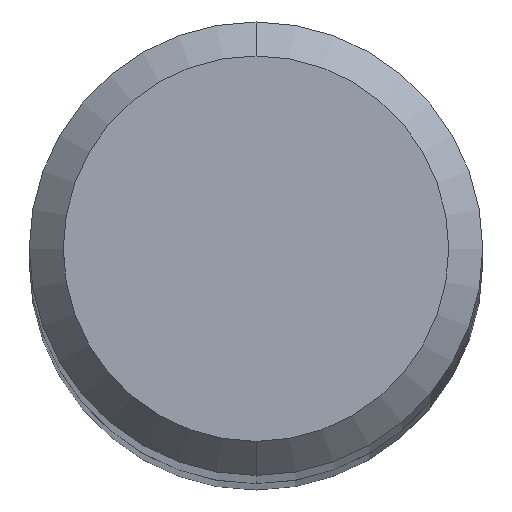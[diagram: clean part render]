
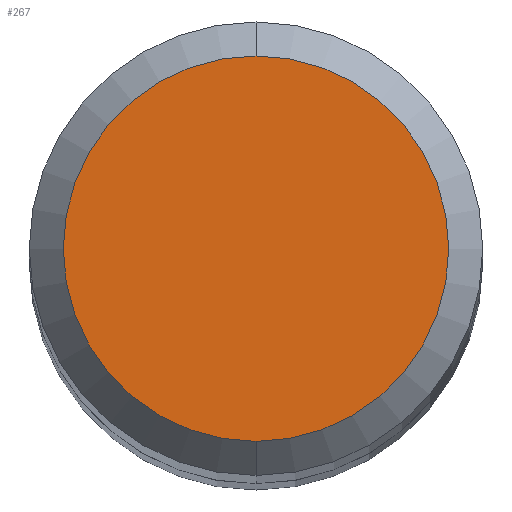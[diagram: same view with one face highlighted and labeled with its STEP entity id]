
A CAD part, top view. The second image highlights one B-rep face of the part: STEP entity #267.
In plain terms, the highlighted planar face has unit normal (0, 0, 1).
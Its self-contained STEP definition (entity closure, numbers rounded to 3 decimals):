
#169=VERTEX_POINT('',#444);
#193=EDGE_CURVE('',#349,#169,#470,.T.);
#267=ADVANCED_FACE('',(#553),#554,.T.);
#321=EDGE_CURVE('',#169,#349,#613,.T.);
#349=VERTEX_POINT('',#645);
#444=CARTESIAN_POINT('',(0.,-1.7,0.0));
#470=CIRCLE('',#822,1.7);
#553=FACE_OUTER_BOUND('',#979,.T.);
#554=PLANE('',#980);
#613=CIRCLE('',#1109,1.7);
#645=CARTESIAN_POINT('',(0.0,1.7,0.0));
#822=AXIS2_PLACEMENT_3D('',#1336,#1337,#1338);
#979=EDGE_LOOP('',(#1436,#1437));
#980=AXIS2_PLACEMENT_3D('',#1438,#1439,#1440);
#1109=AXIS2_PLACEMENT_3D('',#1505,#1506,#1507);
#1336=CARTESIAN_POINT('',(0.0,0.0,0.0));
#1337=DIRECTION('',(0.0,0.0,-1.0));
#1338=DIRECTION('',(0.0,1.0,0.0));
#1436=ORIENTED_EDGE('',*,*,#193,.F.);
#1437=ORIENTED_EDGE('',*,*,#321,.F.);
#1438=CARTESIAN_POINT('',(0.0,0.85,0.0));
#1439=DIRECTION('',(-0.0,0.0,1.0));
#1440=DIRECTION('',(0.0,-1.0,0.0));
#1505=CARTESIAN_POINT('',(0.0,0.0,0.0));
#1506=DIRECTION('',(0.0,0.0,-1.0));
#1507=DIRECTION('',(0.0,1.0,0.0));
